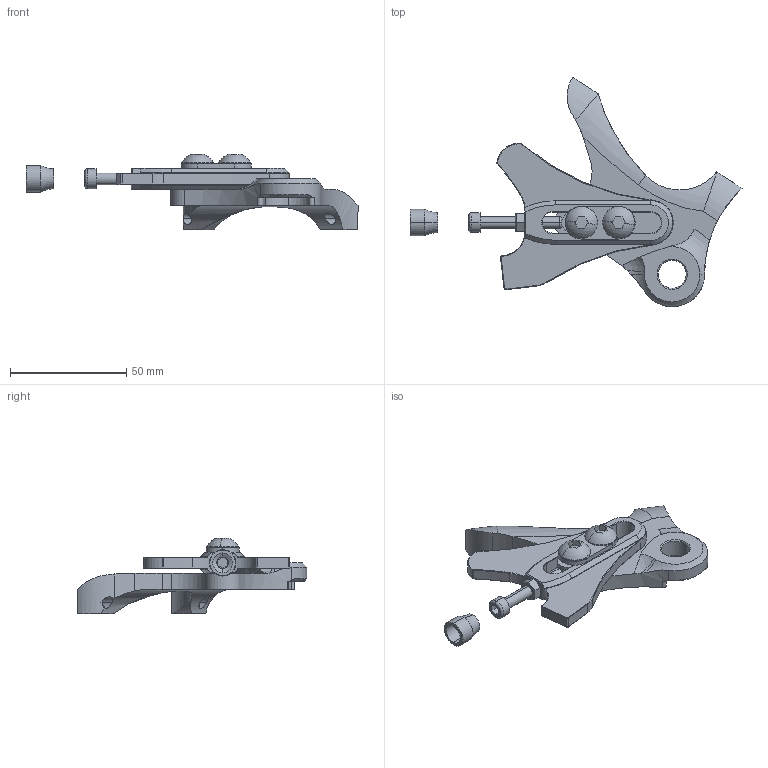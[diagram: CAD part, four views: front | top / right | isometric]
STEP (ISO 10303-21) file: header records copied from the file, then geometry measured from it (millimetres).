
FILE_DESCRIPTION (( 'STEP AP214' ), '1' );
FILE_NAME ('DR4050_Flat.STEP', '2015-06-18T17:25:53', ( 'Accounting' ), ( 'Microsoft' ), 'SwSTEP 2.0', 'SolidWorks 2015', '' );
FILE_SCHEMA (( 'AUTOMOTIVE_DESIGN' ));
Length unit declared in the file: inch
Products named in the file (8): MS2013; MS2012; MS1013; DR4050; DS0004; DR4050_Flat; MS5001; MS2016
Assembly tree (8 placements, depth 2):
  DR4050_Flat
    DS0004
    DR4050
    MS1013
    MS2012  x2
    MS2013
    MS2016
    MS5001
Bounding box: 143.03 x 98.91 x 32.53 mm (x, y, z)
Volume: 42988.1 mm3; surface area: 21881.3 mm2
Topology: 8 solids, 8 shells, 283 faces, 685 edges, 421 vertices
Faces by surface type: cylinder 103, plane 87, cone 73, torus 15, sphere 5
Entity records: 8665 total; most frequent: CARTESIAN_POINT 1927, DIRECTION 1411, ORIENTED_EDGE 1298, EDGE_CURVE 649, AXIS2_PLACEMENT_3D 553, VERTEX_POINT 397, VECTOR 305, LINE 305
